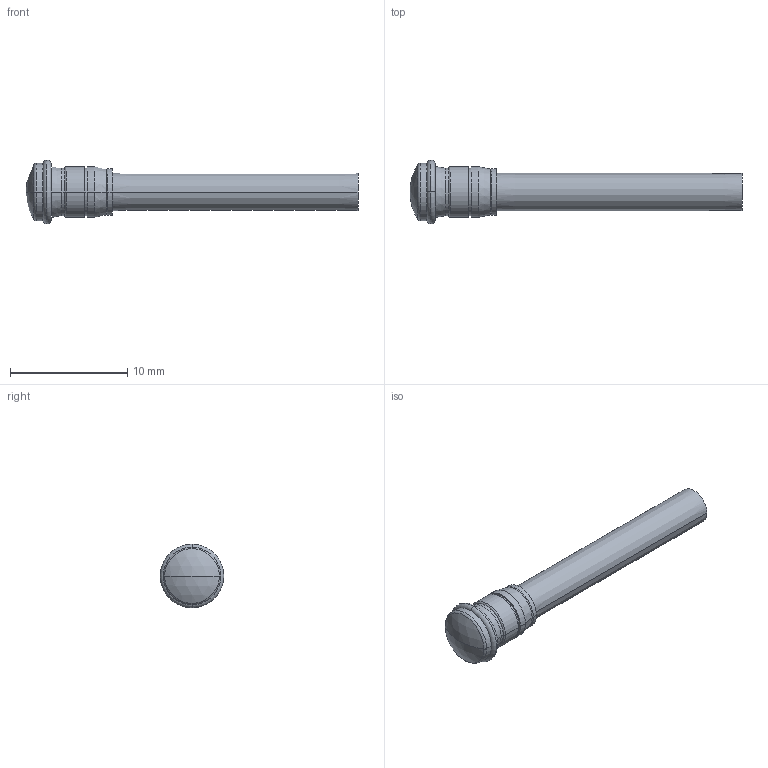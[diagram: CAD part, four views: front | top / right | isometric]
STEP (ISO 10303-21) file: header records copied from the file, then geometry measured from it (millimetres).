
FILE_DESCRIPTION (( 'STEP AP203' ), '1' );
FILE_NAME ('LSS 104 XXX.STEP', '2016-11-30T18:24:38', ( '' ), ( '' ), 'SwSTEP 2.0', 'SolidWorks 2016', '' );
FILE_SCHEMA (( 'CONFIG_CONTROL_DESIGN' ));
Length unit declared in the file: inch
Products named in the file (4): LSV XXX CTP_LSV 100 WITHOUT TABS; CLS 172 BLK_CLS 172 BLK stretched; LSS 104 XXX; 172 XXX
Assembly tree (3 placements, depth 2):
  LSS 104 XXX
    172 XXX
    LSV XXX CTP_LSV 100 WITHOUT TABS
    CLS 172 BLK_CLS 172 BLK stretched
Bounding box: 28.32 x 5.44 x 5.44 mm (x, y, z)
Volume: 251.3 mm3; surface area: 505.1 mm2
Topology: 3 solids, 3 shells, 61 faces, 120 edges, 68 vertices
Faces by surface type: cone 22, cylinder 18, torus 10, plane 9, sphere 2
Entity records: 1980 total; most frequent: DIRECTION 330, CARTESIAN_POINT 253, ORIENTED_EDGE 236, AXIS2_PLACEMENT_3D 145, EDGE_CURVE 118, CIRCLE 78, EDGE_LOOP 68, VERTEX_POINT 68
